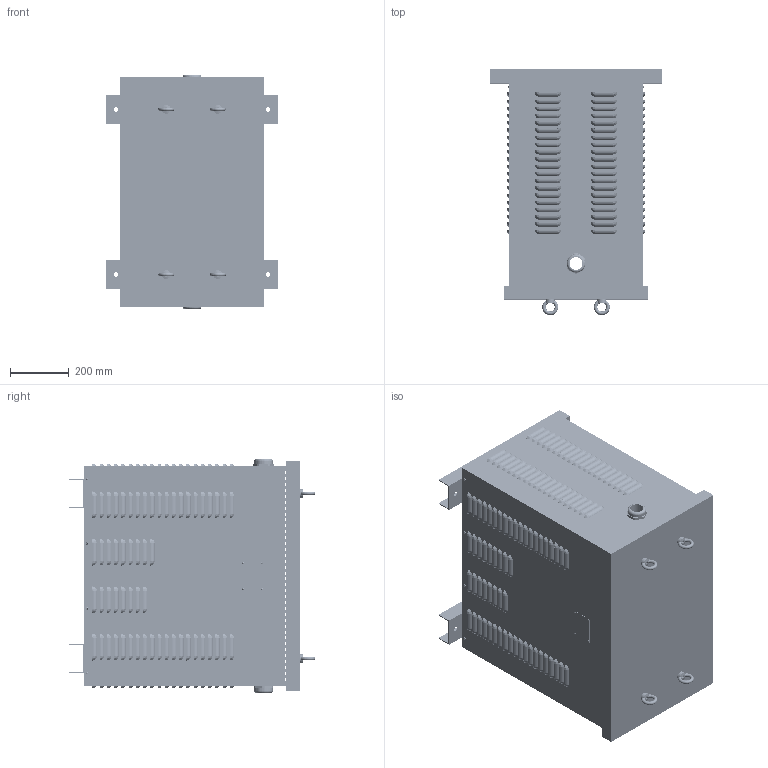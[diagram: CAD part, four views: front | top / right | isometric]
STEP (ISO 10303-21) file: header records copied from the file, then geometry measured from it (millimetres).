
FILE_DESCRIPTION(/* description */ (''),/* implementation_level */ '2;1');
FILE_NAME(/* name */ 'YLQ03505763.stp',/* time_stamp */ '2023-09-05T10:12:46+02:00',/* author */ ('velazquez'),/* organization */ (''),/* preprocessor_version */ 'ST-DEVELOPER v19.2',/* originating_system */ 'Autodesk Inventor 2023',/* authorisation */ '');
FILE_SCHEMA (('AUTOMOTIVE_DESIGN { 1 0 10303 214 3 1 1 }'));
Products named in the file (10): YLQ03505763; JE125 - JE160NACIONAL  CUERPO; JE125 JE160 NACIONAL BASE; JE125 - JE160 NACIONAL PATA; JE125 JE160 NACIONAL TAPA SUPERIOR; PLACA CARACTERISTICAS; 1411181; DIN 582 - M12; IFI 521 - 41, TPHSSPMBR; ISO 7045 - M4 x 5 - 4.8 - H
Assembly tree (24 placements, depth 2):
  YLQ03505763
    JE125 - JE160NACIONAL  CUERPO
    JE125 JE160 NACIONAL BASE
    JE125 - JE160 NACIONAL PATA  x2
    JE125 JE160 NACIONAL TAPA SUPERIOR
    PLACA CARACTERISTICAS
    1411181  x2
    DIN 582 - M12  x4
    IFI 521 - 41, TPHSSPMBR  x4
    ISO 7045 - M4 x 5 - 4.8 - H  x8
Bounding box: 580 x 834.9 x 795.27 mm (x, y, z)
Volume: 6671681.1 mm3; surface area: 5911579.4 mm2
Topology: 24 solids, 24 shells, 4123 faces, 11746 edges, 7301 vertices
Faces by surface type: cylinder 1686, plane 1445, bspline 780, cone 136, torus 64, sphere 12
Full cylindrical faces by diameter (mm): 3.2 x4, 3.621 x8, 4 x16, 5 x8, 10.106 x4, 11 x780, 15 x16, 30 x4, 60 x2
Entity records: 134951 total; most frequent: CARTESIAN_POINT 28210, DIRECTION 21436, ORIENTED_EDGE 21002, EDGE_CURVE 10501, AXIS2_PLACEMENT_3D 7945, VERTEX_POINT 6739, EDGE_LOOP 6056, LINE 5546
